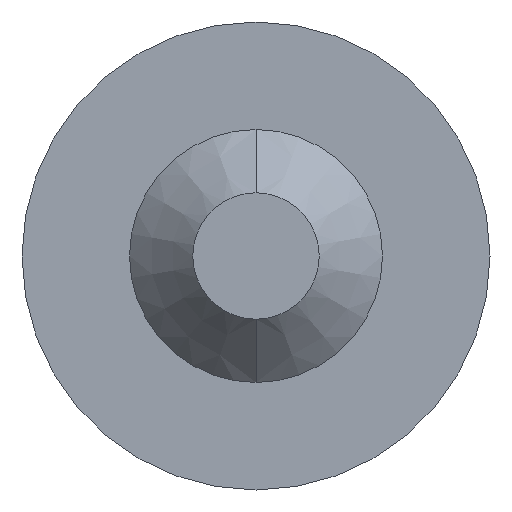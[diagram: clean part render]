
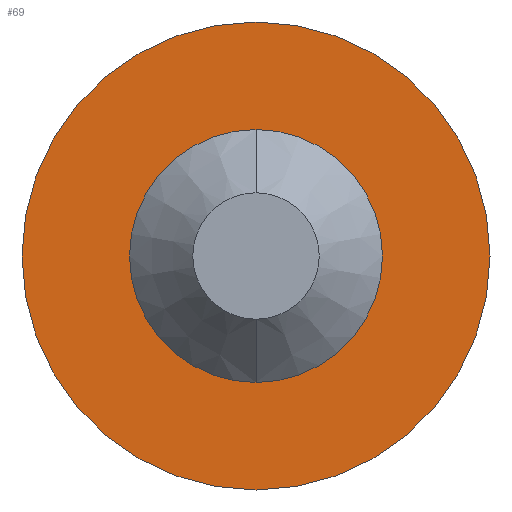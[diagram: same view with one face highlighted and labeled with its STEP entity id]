
A CAD part, front view. The second image highlights one B-rep face of the part: STEP entity #69.
In plain terms, the highlighted planar face has unit normal (0, -1, 0).
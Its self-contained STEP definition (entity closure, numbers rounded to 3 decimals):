
#34 = CARTESIAN_POINT ( 'NONE',  ( 0., 0., 0. ) ) ;
#39 = AXIS2_PLACEMENT_3D ( 'NONE', #128, #382, #100 ) ;
#44 = AXIS2_PLACEMENT_3D ( 'NONE', #192, #317, #250 ) ;
#69 = ADVANCED_FACE ( 'Defeature ausgef�hrt1_5', ( #162, #185 ), #375, .T. ) ;
#91 = DIRECTION ( 'NONE',  ( 0., 0., 1. ) ) ;
#97 = ORIENTED_EDGE ( 'NONE', *, *, #325, .T. ) ;
#98 = DIRECTION ( 'NONE',  ( 0., -1., 0. ) ) ;
#100 = DIRECTION ( 'NONE',  ( 0., 0., 1. ) ) ;
#107 = CIRCLE ( 'NONE', #165, 1. ) ;
#110 = CIRCLE ( 'NONE', #395, 1.85 ) ;
#115 = EDGE_CURVE ( 'Defeature ausgef�hrt1_5+Defeature ausgef�hrt1_3+Defeature ausgef�hrt1_3+Defeature ausgef�hrt1_3', #302, #223, #110, .T. ) ;
#128 = CARTESIAN_POINT ( 'NONE',  ( 0., 0., 0. ) ) ;
#141 = CIRCLE ( 'NONE', #313, 1.85 ) ;
#153 = VERTEX_POINT ( 'NONE', #383 ) ;
#162 = FACE_BOUND ( 'NONE', #205, .T. ) ;
#165 = AXIS2_PLACEMENT_3D ( 'NONE', #227, #374, #91 ) ;
#185 = FACE_OUTER_BOUND ( 'NONE', #255, .T. ) ;
#192 = CARTESIAN_POINT ( 'NONE',  ( 0., 0., 0. ) ) ;
#205 = EDGE_LOOP ( 'NONE', ( #243, #330 ) ) ;
#223 = VERTEX_POINT ( 'NONE', #359 ) ;
#225 = DIRECTION ( 'NONE',  ( 0., 0., -1. ) ) ;
#227 = CARTESIAN_POINT ( 'NONE',  ( 0., 0., 0. ) ) ;
#243 = ORIENTED_EDGE ( 'NONE', *, *, #350, .T. ) ;
#250 = DIRECTION ( 'NONE',  ( 0., 0., -1. ) ) ;
#255 = EDGE_LOOP ( 'NONE', ( #368, #97 ) ) ;
#257 = CARTESIAN_POINT ( 'NONE',  ( 0., 0., 0. ) ) ;
#259 = DIRECTION ( 'NONE',  ( 0., -1., 0. ) ) ;
#280 = VERTEX_POINT ( 'NONE', #378 ) ;
#294 = CARTESIAN_POINT ( 'NONE',  ( 0., 0., -1.85 ) ) ;
#302 = VERTEX_POINT ( 'NONE', #294 ) ;
#313 = AXIS2_PLACEMENT_3D ( 'NONE', #257, #98, #225 ) ;
#317 = DIRECTION ( 'NONE',  ( 0., -1., 0. ) ) ;
#318 = DIRECTION ( 'NONE',  ( 0., 0., -1. ) ) ;
#325 = EDGE_CURVE ( 'Defeature ausgef�hrt1_5+Defeature ausgef�hrt1_3+Defeature ausgef�hrt1_3+Defeature ausgef�hrt1_3', #223, #302, #141, .T. ) ;
#330 = ORIENTED_EDGE ( 'NONE', *, *, #339, .T. ) ;
#339 = EDGE_CURVE ( 'Defeature ausgef�hrt1_5+Defeature ausgef�hrt1_0+Defeature ausgef�hrt1_0+Defeature ausgef�hrt1_0', #280, #153, #346, .T. ) ;
#346 = CIRCLE ( 'NONE', #39, 1. ) ;
#350 = EDGE_CURVE ( 'Defeature ausgef�hrt1_5+Defeature ausgef�hrt1_0+Defeature ausgef�hrt1_0+Defeature ausgef�hrt1_0', #153, #280, #107, .T. ) ;
#359 = CARTESIAN_POINT ( 'NONE',  ( 0., 0., 1.85 ) ) ;
#368 = ORIENTED_EDGE ( 'NONE', *, *, #115, .T. ) ;
#374 = DIRECTION ( 'NONE',  ( 0., 1., 0. ) ) ;
#375 = PLANE ( 'NONE',  #44 ) ;
#378 = CARTESIAN_POINT ( 'NONE',  ( 0., 0., -1. ) ) ;
#382 = DIRECTION ( 'NONE',  ( 0., 1., 0. ) ) ;
#383 = CARTESIAN_POINT ( 'NONE',  ( 0., 0., 1. ) ) ;
#395 = AXIS2_PLACEMENT_3D ( 'NONE', #34, #259, #318 ) ;
